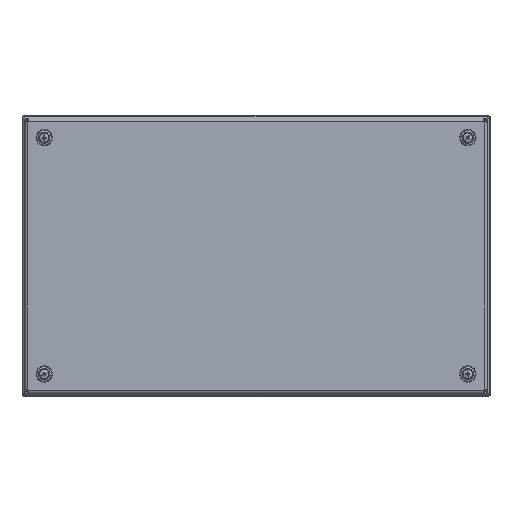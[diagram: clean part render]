
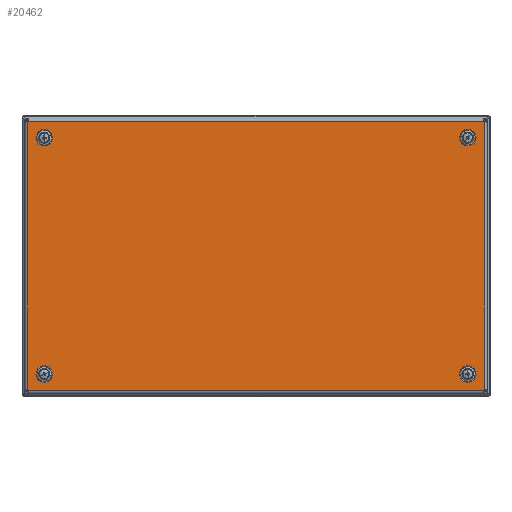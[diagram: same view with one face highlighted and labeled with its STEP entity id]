
A CAD part, top view. The second image highlights one B-rep face of the part: STEP entity #20462.
In plain terms, the highlighted face is planar.
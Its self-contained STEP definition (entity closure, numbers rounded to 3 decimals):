
#305 = CARTESIAN_POINT ( 'NONE',  ( 226.25, -117.433, 0. ) ) ;
#442 = CARTESIAN_POINT ( 'NONE',  ( -226.25, 135.067, 0. ) ) ;
#443 = DIRECTION ( 'NONE',  ( 0., 1., 0. ) ) ;
#444 = DIRECTION ( 'NONE',  ( 0., 0., 1. ) ) ;
#445 = CARTESIAN_POINT ( 'NONE',  ( -226.25, 126.25, 0. ) ) ;
#446 = AXIS2_PLACEMENT_3D ( 'NONE', #445, #444, #443 ) ;
#447 = CIRCLE ( 'NONE', #446, 8.817 ) ;
#448 = CARTESIAN_POINT ( 'NONE',  ( -226.25, 117.433, 0. ) ) ;
#469 = CARTESIAN_POINT ( 'NONE',  ( 226.25, 117.433, 0. ) ) ;
#657 = CARTESIAN_POINT ( 'NONE',  ( 226.25, 135.067, 0. ) ) ;
#658 = DIRECTION ( 'NONE',  ( 0., 1., 0. ) ) ;
#659 = DIRECTION ( 'NONE',  ( 0., 0., -1. ) ) ;
#660 = CARTESIAN_POINT ( 'NONE',  ( 226.25, 126.25, 0. ) ) ;
#661 = AXIS2_PLACEMENT_3D ( 'NONE', #660, #659, #658 ) ;
#662 = CIRCLE ( 'NONE', #661, 8.817 ) ;
#2310 = CARTESIAN_POINT ( 'NONE',  ( -226.25, -126.25, 0. ) ) ;
#2311 = AXIS2_PLACEMENT_3D ( 'NONE', #2310, #2542, #13779 ) ;
#2542 = DIRECTION ( 'NONE',  ( 0., 0., 1. ) ) ;
#2795 = CIRCLE ( 'NONE', #2311, 8.817 ) ;
#2797 = DIRECTION ( 'NONE',  ( 1., 0., 0. ) ) ;
#2798 = DIRECTION ( 'NONE',  ( 0., 0., 1. ) ) ;
#2799 = CARTESIAN_POINT ( 'NONE',  ( -260., -160., 0. ) ) ;
#2800 = AXIS2_PLACEMENT_3D ( 'NONE', #2799, #2798, #2797 ) ;
#2801 = PLANE ( 'NONE',  #2800 ) ;
#2802 = FACE_OUTER_BOUND ( 'NONE', #20452, .T. ) ;
#2803 = FACE_BOUND ( 'NONE', #20532, .T. ) ;
#2804 = FACE_BOUND ( 'NONE', #20528, .T. ) ;
#2805 = FACE_BOUND ( 'NONE', #28251, .T. ) ;
#2806 = FACE_BOUND ( 'NONE', #20463, .T. ) ;
#2807 = DIRECTION ( 'NONE',  ( 1., 0., 0. ) ) ;
#2808 = DIRECTION ( 'NONE',  ( 0., 0., 1. ) ) ;
#2809 = CARTESIAN_POINT ( 'NONE',  ( -245.5, 145.5, 0. ) ) ;
#2810 = AXIS2_PLACEMENT_3D ( 'NONE', #2809, #2808, #2807 ) ;
#2811 = CIRCLE ( 'NONE', #2810, 2.5 ) ;
#2858 = CARTESIAN_POINT ( 'NONE',  ( -243.5, 144., 0. ) ) ;
#2859 = CARTESIAN_POINT ( 'NONE',  ( -244., 143.5, 0. ) ) ;
#2872 = DIRECTION ( 'NONE',  ( 0., 1., 0. ) ) ;
#2873 = VECTOR ( 'NONE', #2872, 1000. ) ;
#2874 = CARTESIAN_POINT ( 'NONE',  ( -244., -160., 0. ) ) ;
#2875 = LINE ( 'NONE', #2874, #2873 ) ;
#2876 = CARTESIAN_POINT ( 'NONE',  ( -244., -143.5, 0. ) ) ;
#2877 = DIRECTION ( 'NONE',  ( 1., 0., 0. ) ) ;
#2878 = DIRECTION ( 'NONE',  ( 0., 0., -1. ) ) ;
#2879 = CARTESIAN_POINT ( 'NONE',  ( -245.5, -145.5, 0. ) ) ;
#2880 = AXIS2_PLACEMENT_3D ( 'NONE', #2879, #2878, #2877 ) ;
#2881 = CIRCLE ( 'NONE', #2880, 2.5 ) ;
#2886 = CIRCLE ( 'NONE', #2949, 8.817 ) ;
#2887 = CARTESIAN_POINT ( 'NONE',  ( 243.5, -144., 0. ) ) ;
#2888 = DIRECTION ( 'NONE',  ( -1., 0., 0. ) ) ;
#2889 = DIRECTION ( 'NONE',  ( 0., 0., 1. ) ) ;
#2890 = CARTESIAN_POINT ( 'NONE',  ( 245.5, -145.5, 0. ) ) ;
#2891 = AXIS2_PLACEMENT_3D ( 'NONE', #2890, #2889, #2888 ) ;
#2892 = CIRCLE ( 'NONE', #2891, 2.5 ) ;
#2893 = CARTESIAN_POINT ( 'NONE',  ( 244., -143.5, 0. ) ) ;
#2894 = DIRECTION ( 'NONE',  ( 0., -1., 0. ) ) ;
#2895 = VECTOR ( 'NONE', #2894, 1000. ) ;
#2896 = CARTESIAN_POINT ( 'NONE',  ( 244., -160., 0. ) ) ;
#2897 = LINE ( 'NONE', #2896, #2895 ) ;
#2898 = CARTESIAN_POINT ( 'NONE',  ( 244., 143.5, 0. ) ) ;
#2899 = DIRECTION ( 'NONE',  ( -1., 0., 0. ) ) ;
#2900 = DIRECTION ( 'NONE',  ( 0., 0., -1. ) ) ;
#2901 = CARTESIAN_POINT ( 'NONE',  ( 245.5, 145.5, 0. ) ) ;
#2902 = AXIS2_PLACEMENT_3D ( 'NONE', #2901, #2900, #2899 ) ;
#2903 = CIRCLE ( 'NONE', #2902, 2.5 ) ;
#2904 = CARTESIAN_POINT ( 'NONE',  ( 243.5, 144., 0. ) ) ;
#2905 = DIRECTION ( 'NONE',  ( 1., 0., 0. ) ) ;
#2906 = VECTOR ( 'NONE', #2905, 1000. ) ;
#2907 = CARTESIAN_POINT ( 'NONE',  ( -260., 144., 0. ) ) ;
#2908 = LINE ( 'NONE', #2907, #2906 ) ;
#2935 = DIRECTION ( 'NONE',  ( 0., 1., 0. ) ) ;
#2936 = DIRECTION ( 'NONE',  ( 0., 0., -1. ) ) ;
#2937 = CARTESIAN_POINT ( 'NONE',  ( 226.25, 126.25, 0. ) ) ;
#2938 = AXIS2_PLACEMENT_3D ( 'NONE', #2937, #2936, #2935 ) ;
#2939 = CIRCLE ( 'NONE', #2938, 8.817 ) ;
#2940 = DIRECTION ( 'NONE',  ( 0., 1., 0. ) ) ;
#2941 = DIRECTION ( 'NONE',  ( 0., 0., 1. ) ) ;
#2942 = CARTESIAN_POINT ( 'NONE',  ( -226.25, 126.25, 0. ) ) ;
#2943 = AXIS2_PLACEMENT_3D ( 'NONE', #2942, #2941, #2940 ) ;
#2944 = CIRCLE ( 'NONE', #2943, 8.817 ) ;
#2946 = DIRECTION ( 'NONE',  ( 0., 1., 0. ) ) ;
#2947 = DIRECTION ( 'NONE',  ( 0., 0., -1. ) ) ;
#2948 = CARTESIAN_POINT ( 'NONE',  ( 226.25, -126.25, 0. ) ) ;
#2949 = AXIS2_PLACEMENT_3D ( 'NONE', #2948, #2947, #2946 ) ;
#3020 = CARTESIAN_POINT ( 'NONE',  ( -243.5, -144., 0. ) ) ;
#3021 = DIRECTION ( 'NONE',  ( -1., 0., 0. ) ) ;
#3022 = VECTOR ( 'NONE', #3021, 1000. ) ;
#3023 = CARTESIAN_POINT ( 'NONE',  ( -260., -144., 0. ) ) ;
#3024 = LINE ( 'NONE', #3023, #3022 ) ;
#13779 = DIRECTION ( 'NONE',  ( 0., 1., 0. ) ) ;
#19145 = VERTEX_POINT ( 'NONE', #27478 ) ;
#19147 = EDGE_CURVE ( 'NONE', #19148, #19145, #27477, .T. ) ;
#19148 = VERTEX_POINT ( 'NONE', #27472 ) ;
#19222 = VERTEX_POINT ( 'NONE', #27614 ) ;
#19224 = EDGE_CURVE ( 'NONE', #19222, #19280, #27613, .T. ) ;
#19280 = VERTEX_POINT ( 'NONE', #305 ) ;
#19362 = VERTEX_POINT ( 'NONE', #448 ) ;
#19364 = EDGE_CURVE ( 'NONE', #19365, #19362, #447, .T. ) ;
#19365 = VERTEX_POINT ( 'NONE', #442 ) ;
#19384 = VERTEX_POINT ( 'NONE', #469 ) ;
#19450 = EDGE_CURVE ( 'NONE', #19384, #19451, #662, .T. ) ;
#19451 = VERTEX_POINT ( 'NONE', #657 ) ;
#20452 = EDGE_LOOP ( 'NONE', ( #20453, #20510, #20513, #20517, #20520, #20571, #20576, #20496 ) ) ;
#20453 = ORIENTED_EDGE ( 'NONE', *, *, #20454, .T. ) ;
#20454 = EDGE_CURVE ( 'NONE', #20507, #20508, #2811, .T. ) ;
#20462 = ADVANCED_FACE ( 'NONE', ( #2806, #2805, #2804, #2803, #2802 ), #2801, .F. ) ;
#20463 = EDGE_LOOP ( 'NONE', ( #20465, #20466 ) ) ;
#20465 = ORIENTED_EDGE ( 'NONE', *, *, #19147, .T. ) ;
#20466 = ORIENTED_EDGE ( 'NONE', *, *, #20467, .T. ) ;
#20467 = EDGE_CURVE ( 'NONE', #19145, #19148, #2795, .T. ) ;
#20494 = EDGE_CURVE ( 'NONE', #20495, #20573, #2881, .T. ) ;
#20495 = VERTEX_POINT ( 'NONE', #2876 ) ;
#20496 = ORIENTED_EDGE ( 'NONE', *, *, #20497, .T. ) ;
#20497 = EDGE_CURVE ( 'NONE', #20495, #20507, #2875, .T. ) ;
#20507 = VERTEX_POINT ( 'NONE', #2859 ) ;
#20508 = VERTEX_POINT ( 'NONE', #2858 ) ;
#20510 = ORIENTED_EDGE ( 'NONE', *, *, #20511, .T. ) ;
#20511 = EDGE_CURVE ( 'NONE', #20508, #20512, #2908, .T. ) ;
#20512 = VERTEX_POINT ( 'NONE', #2904 ) ;
#20513 = ORIENTED_EDGE ( 'NONE', *, *, #20515, .F. ) ;
#20515 = EDGE_CURVE ( 'NONE', #20516, #20512, #2903, .T. ) ;
#20516 = VERTEX_POINT ( 'NONE', #2898 ) ;
#20517 = ORIENTED_EDGE ( 'NONE', *, *, #20518, .T. ) ;
#20518 = EDGE_CURVE ( 'NONE', #20516, #20519, #2897, .T. ) ;
#20519 = VERTEX_POINT ( 'NONE', #2893 ) ;
#20520 = ORIENTED_EDGE ( 'NONE', *, *, #20521, .T. ) ;
#20521 = EDGE_CURVE ( 'NONE', #20519, #20523, #2892, .T. ) ;
#20523 = VERTEX_POINT ( 'NONE', #2887 ) ;
#20524 = ORIENTED_EDGE ( 'NONE', *, *, #20525, .F. ) ;
#20525 = EDGE_CURVE ( 'NONE', #19280, #19222, #2886, .T. ) ;
#20527 = ORIENTED_EDGE ( 'NONE', *, *, #19224, .F. ) ;
#20528 = EDGE_LOOP ( 'NONE', ( #20529, #20530 ) ) ;
#20529 = ORIENTED_EDGE ( 'NONE', *, *, #19364, .T. ) ;
#20530 = ORIENTED_EDGE ( 'NONE', *, *, #20531, .T. ) ;
#20531 = EDGE_CURVE ( 'NONE', #19362, #19365, #2944, .T. ) ;
#20532 = EDGE_LOOP ( 'NONE', ( #20533, #20535 ) ) ;
#20533 = ORIENTED_EDGE ( 'NONE', *, *, #20534, .F. ) ;
#20534 = EDGE_CURVE ( 'NONE', #19451, #19384, #2939, .T. ) ;
#20535 = ORIENTED_EDGE ( 'NONE', *, *, #19450, .F. ) ;
#20571 = ORIENTED_EDGE ( 'NONE', *, *, #20572, .T. ) ;
#20572 = EDGE_CURVE ( 'NONE', #20523, #20573, #3024, .T. ) ;
#20573 = VERTEX_POINT ( 'NONE', #3020 ) ;
#20576 = ORIENTED_EDGE ( 'NONE', *, *, #20494, .F. ) ;
#27472 = CARTESIAN_POINT ( 'NONE',  ( -226.25, -117.433, 0. ) ) ;
#27473 = DIRECTION ( 'NONE',  ( 0., 1., 0. ) ) ;
#27474 = DIRECTION ( 'NONE',  ( 0., 0., 1. ) ) ;
#27475 = CARTESIAN_POINT ( 'NONE',  ( -226.25, -126.25, 0. ) ) ;
#27476 = AXIS2_PLACEMENT_3D ( 'NONE', #27475, #27474, #27473 ) ;
#27477 = CIRCLE ( 'NONE', #27476, 8.817 ) ;
#27478 = CARTESIAN_POINT ( 'NONE',  ( -226.25, -135.067, 0. ) ) ;
#27609 = DIRECTION ( 'NONE',  ( 0., 1., 0. ) ) ;
#27610 = DIRECTION ( 'NONE',  ( 0., 0., -1. ) ) ;
#27611 = CARTESIAN_POINT ( 'NONE',  ( 226.25, -126.25, 0. ) ) ;
#27612 = AXIS2_PLACEMENT_3D ( 'NONE', #27611, #27610, #27609 ) ;
#27613 = CIRCLE ( 'NONE', #27612, 8.817 ) ;
#27614 = CARTESIAN_POINT ( 'NONE',  ( 226.25, -135.067, 0. ) ) ;
#28251 = EDGE_LOOP ( 'NONE', ( #20524, #20527 ) ) ;
